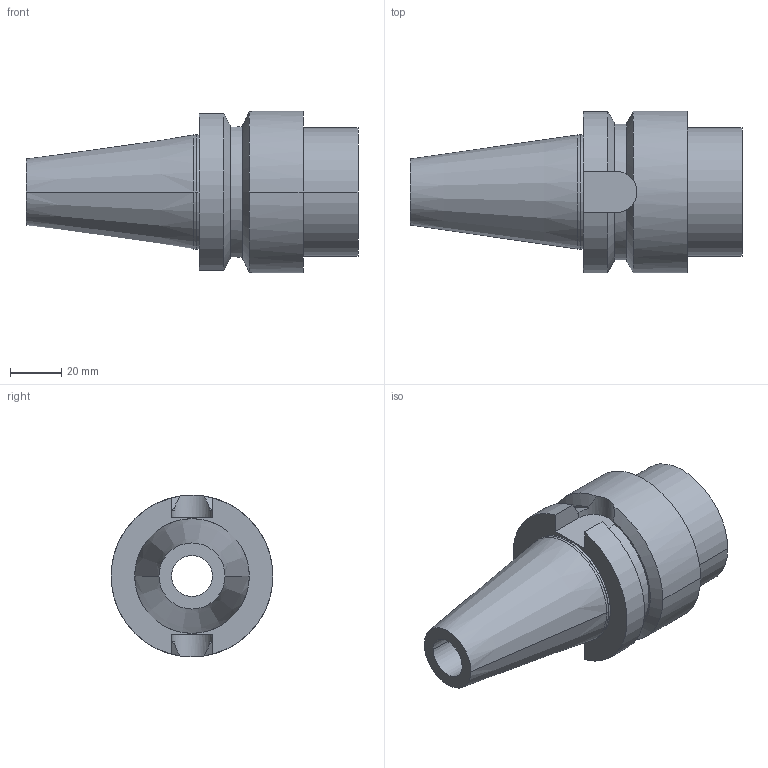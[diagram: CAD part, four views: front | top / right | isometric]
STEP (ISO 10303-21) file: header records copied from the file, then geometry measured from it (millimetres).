
FILE_DESCRIPTION((''),'2;1');
FILE_NAME('84524226','2021-01-20T12:05:42',('thiemer'),(''),'CREO PARAMETRIC BY PTC INC, 2020053','CREO PARAMETRIC BY PTC INC, 2020053','');
FILE_SCHEMA(('AP242_MANAGED_MODEL_BASED_3D_ENGINEERING_MIM_LF { 1 0 10303 442 1 1 4 }'));
Length unit declared in the file: millimetre
Products named in the file (1): 84524226
Bounding box: 129.3 x 63 x 63 mm (x, y, z)
Volume: 158024 mm3; surface area: 34211.2 mm2
Topology: 1 solids, 1 shells, 45 faces, 126 edges, 89 vertices
Faces by surface type: cylinder 18, plane 17, cone 10
Entity records: 2496 total; most frequent: CARTESIAN_POINT 374, DIRECTION 297, ORIENTED_EDGE 220, PRESENTATION_STYLE_ASSIGNMENT 142, STYLED_ITEM 142, CURVE_STYLE 141, AXIS2_PLACEMENT_3D 111, EDGE_CURVE 110
